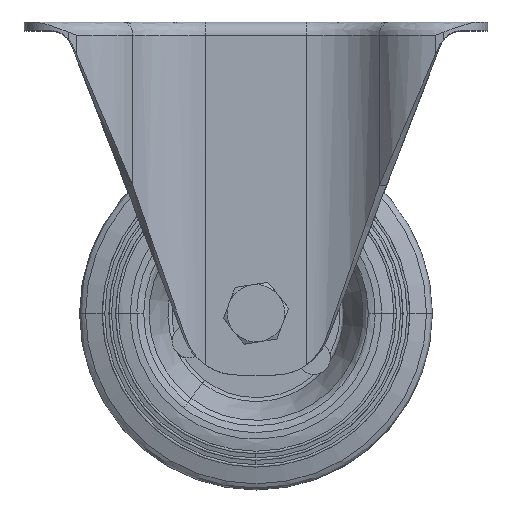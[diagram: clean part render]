
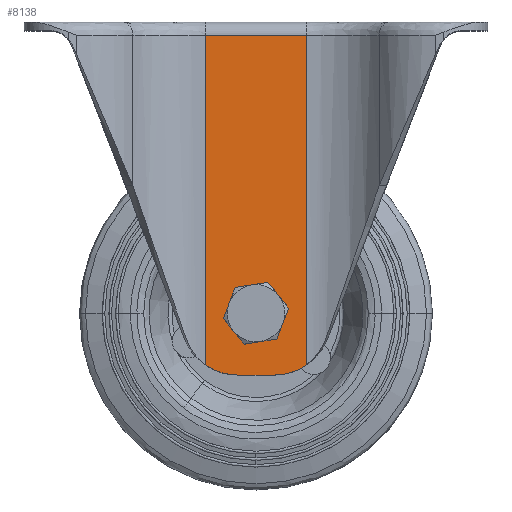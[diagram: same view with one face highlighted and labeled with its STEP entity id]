
A CAD part, top view. The second image highlights one B-rep face of the part: STEP entity #8138.
In plain terms, the highlighted face is planar.
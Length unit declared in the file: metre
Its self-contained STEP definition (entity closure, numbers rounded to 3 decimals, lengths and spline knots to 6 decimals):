
#1432 = DIRECTION ( 'NONE',  ( 0., -1., 0. ) ) ;
#1437 = CARTESIAN_POINT ( 'NONE',  ( 0.0115, 0.08, -0.023 ) ) ;
#1473 = CARTESIAN_POINT ( 'NONE',  ( -0.0115, 0.08, -0.023 ) ) ;
#1474 = DIRECTION ( 'NONE',  ( 0., 1., 0. ) ) ;
#1512 = CARTESIAN_POINT ( 'NONE',  ( -0.0115, 0.077716, -0.023 ) ) ;
#1513 = CARTESIAN_POINT ( 'NONE',  ( -0.010955, 0.078078, -0.023 ) ) ;
#1517 = CARTESIAN_POINT ( 'NONE',  ( -0.01039, 0.078406, -0.023 ) ) ;
#1518 = CARTESIAN_POINT ( 'NONE',  ( -0.009214, 0.078981, -0.023 ) ) ;
#1519 = CARTESIAN_POINT ( 'NONE',  ( -0.008608, 0.079226, -0.023 ) ) ;
#1520 = CARTESIAN_POINT ( 'NONE',  ( -0.006732, 0.079806, -0.023 ) ) ;
#1521 = CARTESIAN_POINT ( 'NONE',  ( -0.005447, 0.079979, -0.023 ) ) ;
#1522 = CARTESIAN_POINT ( 'NONE',  ( -0.00414, 0.08, -0.023 ) ) ;
#1527 = CARTESIAN_POINT ( 'NONE',  ( 0., 0.066, -0.023 ) ) ;
#1528 = DIRECTION ( 'NONE',  ( 0., 0., 1. ) ) ;
#1529 = DIRECTION ( 'NONE',  ( 1., 0., 0. ) ) ;
#1608 = CARTESIAN_POINT ( 'NONE',  ( 0.0115, 0.08, -0.023 ) ) ;
#1659 = DIRECTION ( 'NONE',  ( -1., 0., 0. ) ) ;
#1736 = CARTESIAN_POINT ( 'NONE',  ( 0., 0.066, -0.023 ) ) ;
#1737 = DIRECTION ( 'NONE',  ( 0., 0., 1. ) ) ;
#1738 = DIRECTION ( 'NONE',  ( 1., 0., 0. ) ) ;
#1759 = CARTESIAN_POINT ( 'NONE',  ( 0.00414, 0.08, -0.023 ) ) ;
#1760 = CARTESIAN_POINT ( 'NONE',  ( 0.004794, 0.07999, -0.023 ) ) ;
#1765 = CARTESIAN_POINT ( 'NONE',  ( 0.005446, 0.07994, -0.023 ) ) ;
#1766 = CARTESIAN_POINT ( 'NONE',  ( 0.006741, 0.079749, -0.023 ) ) ;
#1767 = CARTESIAN_POINT ( 'NONE',  ( 0.007378, 0.079607, -0.023 ) ) ;
#1768 = CARTESIAN_POINT ( 'NONE',  ( 0.009254, 0.079023, -0.023 ) ) ;
#1769 = CARTESIAN_POINT ( 'NONE',  ( 0.010411, 0.078439, -0.023 ) ) ;
#1770 = CARTESIAN_POINT ( 'NONE',  ( 0.0115, 0.077716, -0.023 ) ) ;
#3444 = CARTESIAN_POINT ( 'NONE',  ( -0.0115, 0.08, -0.023 ) ) ;
#3460 = PLANE ( 'NONE',  #5181 ) ;
#3462 = DIRECTION ( 'NONE',  ( 0., 0., 1. ) ) ;
#3463 = DIRECTION ( 'NONE',  ( 1., 0., 0. ) ) ;
#4412 = VERTEX_POINT ( 'NONE', #8376 ) ;
#4566 = EDGE_LOOP ( 'NONE', ( #7979, #7965 ) ) ;
#4594 = EDGE_LOOP ( 'NONE', ( #7919, #7918, #7917, #8025, #8003, #7959 ) ) ;
#5181 = AXIS2_PLACEMENT_3D ( 'NONE', #3444, #3462, #3463 ) ;
#5609 = AXIS2_PLACEMENT_3D ( 'NONE', #1527, #1528, #1529 ) ;
#5623 = AXIS2_PLACEMENT_3D ( 'NONE', #1736, #1737, #1738 ) ;
#7917 = ORIENTED_EDGE ( 'NONE', *, *, #14039, .T. ) ;
#7918 = ORIENTED_EDGE ( 'NONE', *, *, #14007, .F. ) ;
#7919 = ORIENTED_EDGE ( 'NONE', *, *, #13995, .T. ) ;
#7959 = ORIENTED_EDGE ( 'NONE', *, *, #13982, .T. ) ;
#7965 = ORIENTED_EDGE ( 'NONE', *, *, #14028, .T. ) ;
#7979 = ORIENTED_EDGE ( 'NONE', *, *, #13997, .T. ) ;
#8003 = ORIENTED_EDGE ( 'NONE', *, *, #13590, .F. ) ;
#8025 = ORIENTED_EDGE ( 'NONE', *, *, #13974, .T. ) ;
#8138 = ADVANCED_FACE ( 'NONE', ( #15784, #15776 ), #3460, .F. ) ;
#8376 = CARTESIAN_POINT ( 'NONE',  ( 0.00414, 0.08, -0.023 ) ) ;
#10007 = VERTEX_POINT ( 'NONE', #11020 ) ;
#10022 = VERTEX_POINT ( 'NONE', #11034 ) ;
#10039 = VERTEX_POINT ( 'NONE', #11045 ) ;
#10040 = VERTEX_POINT ( 'NONE', #11044 ) ;
#10656 = VERTEX_POINT ( 'NONE', #11562 ) ;
#10734 = VERTEX_POINT ( 'NONE', #11591 ) ;
#10739 = VERTEX_POINT ( 'NONE', #11596 ) ;
#11020 = CARTESIAN_POINT ( 'NONE',  ( 0.0115, 0.003, -0.023 ) ) ;
#11034 = CARTESIAN_POINT ( 'NONE',  ( -0.0115, 0.003, -0.023 ) ) ;
#11044 = CARTESIAN_POINT ( 'NONE',  ( 0.0115, 0.077716, -0.023 ) ) ;
#11045 = CARTESIAN_POINT ( 'NONE',  ( -0.00414, 0.08, -0.023 ) ) ;
#11562 = CARTESIAN_POINT ( 'NONE',  ( -0.0115, 0.077716, -0.023 ) ) ;
#11591 = CARTESIAN_POINT ( 'NONE',  ( -0.004, 0.066, -0.023 ) ) ;
#11596 = CARTESIAN_POINT ( 'NONE',  ( 0.004, 0.066, -0.023 ) ) ;
#12995 = CARTESIAN_POINT ( 'NONE',  ( -0.0115, 0.003, -0.023 ) ) ;
#12996 = DIRECTION ( 'NONE',  ( 1., 0., 0. ) ) ;
#13590 = EDGE_CURVE ( 'NONE', #10022, #10007, #16405, .T. ) ;
#13974 = EDGE_CURVE ( 'NONE', #10040, #10007, #18761, .T. ) ;
#13982 = EDGE_CURVE ( 'NONE', #10022, #10656, #18768, .T. ) ;
#13995 = EDGE_CURVE ( 'NONE', #10656, #10039, #15241, .T. ) ;
#13997 = EDGE_CURVE ( 'NONE', #10739, #10734, #18782, .T. ) ;
#14007 = EDGE_CURVE ( 'NONE', #4412, #10039, #18784, .T. ) ;
#14028 = EDGE_CURVE ( 'NONE', #10734, #10739, #18806, .T. ) ;
#14039 = EDGE_CURVE ( 'NONE', #4412, #10040, #15256, .T. ) ;
#15241 = B_SPLINE_CURVE_WITH_KNOTS ( 'NONE', 3,
 ( #1512, #1513, #1517, #1518, #1519, #1520, #1521, #1522 ),
 .UNSPECIFIED., .F., .F.,
 ( 4, 2, 2, 4 ),
 ( 0., 0.001959, 0.003919, 0.007838 ),
 .UNSPECIFIED. ) ;
#15256 = B_SPLINE_CURVE_WITH_KNOTS ( 'NONE', 3,
 ( #1759, #1760, #1765, #1766, #1767, #1768, #1769, #1770 ),
 .UNSPECIFIED., .F., .F.,
 ( 4, 2, 2, 4 ),
 ( 0., 0.001959, 0.003919, 0.007838 ),
 .UNSPECIFIED. ) ;
#15776 = FACE_BOUND ( 'NONE', #4566, .T. ) ;
#15784 = FACE_OUTER_BOUND ( 'NONE', #4594, .T. ) ;
#16405 = LINE ( 'NONE', #12995, #16407 ) ;
#16407 = VECTOR ( 'NONE', #12996, 1. ) ;
#18761 = LINE ( 'NONE', #1437, #18763 ) ;
#18763 = VECTOR ( 'NONE', #1432, 1. ) ;
#18768 = LINE ( 'NONE', #1473, #18769 ) ;
#18769 = VECTOR ( 'NONE', #1474, 1. ) ;
#18782 = CIRCLE ( 'NONE', #5609, 0.004 ) ;
#18784 = LINE ( 'NONE', #1608, #18790 ) ;
#18790 = VECTOR ( 'NONE', #1659, 1. ) ;
#18806 = CIRCLE ( 'NONE', #5623, 0.004 ) ;
